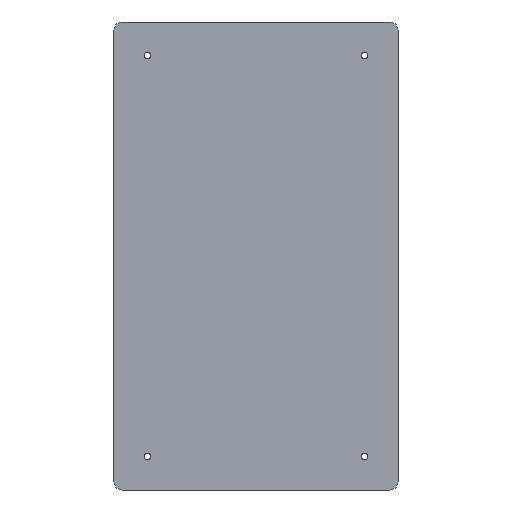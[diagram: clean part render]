
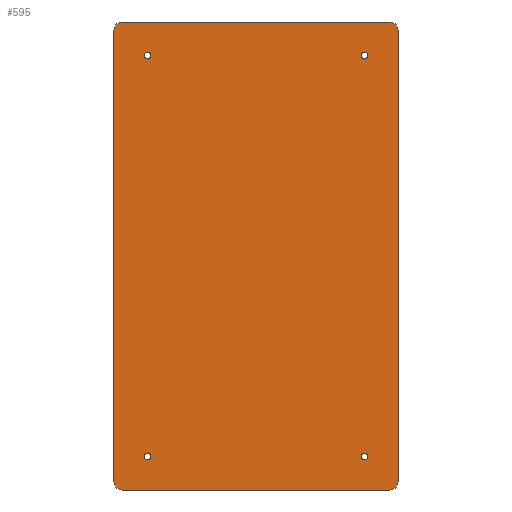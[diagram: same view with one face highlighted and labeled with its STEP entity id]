
A CAD part, front view. The second image highlights one B-rep face of the part: STEP entity #595.
In plain terms, the highlighted planar face has unit normal (0, -1, 0).
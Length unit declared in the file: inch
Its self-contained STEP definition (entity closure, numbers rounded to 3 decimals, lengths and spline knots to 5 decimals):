
#80 = ORIENTED_EDGE ( 'NONE', *, *, #45197, .T. ) ;
#225 = DIRECTION ( 'NONE',  ( 0., 1., 0. ) ) ;
#595 = ADVANCED_FACE ( 'NONE', ( #34353, #41981, #45576, #23324, #26903 ), #1660, .T. ) ;
#744 = CARTESIAN_POINT ( 'NONE',  ( 6.5, 0., -12. ) ) ;
#766 = VERTEX_POINT ( 'NONE', #3076 ) ;
#1270 = CARTESIAN_POINT ( 'NONE',  ( 8., 0., 13.5 ) ) ;
#1660 = PLANE ( 'NONE',  #21576 ) ;
#2394 = EDGE_CURVE ( 'NONE', #22884, #42711, #29402, .T. ) ;
#2474 = ORIENTED_EDGE ( 'NONE', *, *, #13163, .T. ) ;
#2721 = CARTESIAN_POINT ( 'NONE',  ( 6.5, 0., 12. ) ) ;
#2770 = DIRECTION ( 'NONE',  ( 0., 0., -1. ) ) ;
#3076 = CARTESIAN_POINT ( 'NONE',  ( 6.5, 0., 12.1985 ) ) ;
#3162 = CARTESIAN_POINT ( 'NONE',  ( -8., 0., 14. ) ) ;
#3464 = DIRECTION ( 'NONE',  ( 0., 0., 1. ) ) ;
#3980 = EDGE_CURVE ( 'NONE', #8909, #42711, #12574, .T. ) ;
#4012 = CIRCLE ( 'NONE', #16954, 0.5 ) ;
#4972 = CARTESIAN_POINT ( 'NONE',  ( -8.5, 0., 14. ) ) ;
#5649 = ORIENTED_EDGE ( 'NONE', *, *, #30025, .T. ) ;
#5764 = VERTEX_POINT ( 'NONE', #22127 ) ;
#6277 = DIRECTION ( 'NONE',  ( -1., 0., 0. ) ) ;
#7172 = ORIENTED_EDGE ( 'NONE', *, *, #15964, .T. ) ;
#7514 = CARTESIAN_POINT ( 'NONE',  ( -6.5, 0., 12. ) ) ;
#8905 = CARTESIAN_POINT ( 'NONE',  ( 8., 0., -13.5 ) ) ;
#8909 = VERTEX_POINT ( 'NONE', #3162 ) ;
#9708 = ORIENTED_EDGE ( 'NONE', *, *, #3980, .F. ) ;
#9713 = DIRECTION ( 'NONE',  ( 0., 0., 1. ) ) ;
#9789 = EDGE_LOOP ( 'NONE', ( #80, #20797 ) ) ;
#10092 = EDGE_LOOP ( 'NONE', ( #23389, #39243 ) ) ;
#10573 = AXIS2_PLACEMENT_3D ( 'NONE', #10603, #17750, #3464 ) ;
#10603 = CARTESIAN_POINT ( 'NONE',  ( 6.5, 0., 12. ) ) ;
#10755 = CIRCLE ( 'NONE', #28239, 0.1985 ) ;
#11958 = VECTOR ( 'NONE', #27117, 39.37008 ) ;
#12282 = DIRECTION ( 'NONE',  ( 0., -1., 0. ) ) ;
#12316 = VERTEX_POINT ( 'NONE', #16235 ) ;
#12436 = VECTOR ( 'NONE', #44426, 39.37008 ) ;
#12490 = ORIENTED_EDGE ( 'NONE', *, *, #46910, .F. ) ;
#12574 = LINE ( 'NONE', #4972, #11958 ) ;
#13163 = EDGE_CURVE ( 'NONE', #766, #40657, #21228, .T. ) ;
#13580 = CIRCLE ( 'NONE', #21201, 0.5 ) ;
#13960 = AXIS2_PLACEMENT_3D ( 'NONE', #30921, #12282, #41902 ) ;
#14323 = ORIENTED_EDGE ( 'NONE', *, *, #36094, .F. ) ;
#15296 = LINE ( 'NONE', #29843, #12436 ) ;
#15583 = EDGE_CURVE ( 'NONE', #21260, #42831, #10755, .T. ) ;
#15666 = CARTESIAN_POINT ( 'NONE',  ( -8., 0., -14. ) ) ;
#15964 = EDGE_CURVE ( 'NONE', #40657, #766, #22944, .T. ) ;
#16235 = CARTESIAN_POINT ( 'NONE',  ( -6.5, 0., 12.1985 ) ) ;
#16668 = DIRECTION ( 'NONE',  ( 0., 1., 0. ) ) ;
#16954 = AXIS2_PLACEMENT_3D ( 'NONE', #35468, #17752, #2770 ) ;
#17750 = DIRECTION ( 'NONE',  ( 0., 1., 0. ) ) ;
#17752 = DIRECTION ( 'NONE',  ( 0., -1., 0. ) ) ;
#17891 = EDGE_CURVE ( 'NONE', #43516, #24945, #25339, .T. ) ;
#17920 = LINE ( 'NONE', #32496, #18935 ) ;
#18417 = AXIS2_PLACEMENT_3D ( 'NONE', #2721, #21288, #28678 ) ;
#18620 = DIRECTION ( 'NONE',  ( 0., 0., 1. ) ) ;
#18671 = CIRCLE ( 'NONE', #26287, 0.1985 ) ;
#18935 = VECTOR ( 'NONE', #6277, 39.37008 ) ;
#19271 = CARTESIAN_POINT ( 'NONE',  ( 8., 0., 14. ) ) ;
#20223 = DIRECTION ( 'NONE',  ( 0., 0., 1. ) ) ;
#20472 = DIRECTION ( 'NONE',  ( 0., -1., 0. ) ) ;
#20681 = LINE ( 'NONE', #46951, #26738 ) ;
#20797 = ORIENTED_EDGE ( 'NONE', *, *, #40507, .T. ) ;
#21201 = AXIS2_PLACEMENT_3D ( 'NONE', #8905, #23908, #26771 ) ;
#21228 = CIRCLE ( 'NONE', #10573, 0.1985 ) ;
#21260 = VERTEX_POINT ( 'NONE', #28026 ) ;
#21288 = DIRECTION ( 'NONE',  ( 0., 1., 0. ) ) ;
#21576 = AXIS2_PLACEMENT_3D ( 'NONE', #41494, #20472, #35075 ) ;
#21799 = CARTESIAN_POINT ( 'NONE',  ( -6.5, 0., -12. ) ) ;
#21939 = ORIENTED_EDGE ( 'NONE', *, *, #37197, .T. ) ;
#22127 = CARTESIAN_POINT ( 'NONE',  ( 8.5, 0., -13.5 ) ) ;
#22203 = DIRECTION ( 'NONE',  ( 0., 0., 1. ) ) ;
#22764 = CARTESIAN_POINT ( 'NONE',  ( 6.5, 0., -12.1985 ) ) ;
#22884 = VERTEX_POINT ( 'NONE', #35616 ) ;
#22944 = CIRCLE ( 'NONE', #18417, 0.1985 ) ;
#23324 = FACE_BOUND ( 'NONE', #23676, .T. ) ;
#23389 = ORIENTED_EDGE ( 'NONE', *, *, #15583, .T. ) ;
#23676 = EDGE_LOOP ( 'NONE', ( #39622, #31651 ) ) ;
#23757 = CIRCLE ( 'NONE', #29874, 0.1985 ) ;
#23908 = DIRECTION ( 'NONE',  ( 0., -1., 0. ) ) ;
#24191 = ORIENTED_EDGE ( 'NONE', *, *, #17891, .T. ) ;
#24945 = VERTEX_POINT ( 'NONE', #15666 ) ;
#25056 = EDGE_LOOP ( 'NONE', ( #12490, #5649, #31310, #28853, #9708, #21939, #14323, #24191 ) ) ;
#25339 = CIRCLE ( 'NONE', #13960, 0.5 ) ;
#25368 = VERTEX_POINT ( 'NONE', #27272 ) ;
#26287 = AXIS2_PLACEMENT_3D ( 'NONE', #29787, #225, #44367 ) ;
#26318 = DIRECTION ( 'NONE',  ( 0., 0., 1. ) ) ;
#26738 = VECTOR ( 'NONE', #9713, 39.37008 ) ;
#26771 = DIRECTION ( 'NONE',  ( 0., 0., -1. ) ) ;
#26903 = FACE_OUTER_BOUND ( 'NONE', #25056, .T. ) ;
#27117 = DIRECTION ( 'NONE',  ( 1., 0., 0. ) ) ;
#27272 = CARTESIAN_POINT ( 'NONE',  ( -8.5, 0., 13.5 ) ) ;
#27901 = AXIS2_PLACEMENT_3D ( 'NONE', #1270, #37772, #41108 ) ;
#28026 = CARTESIAN_POINT ( 'NONE',  ( -6.5, 0., -11.8015 ) ) ;
#28172 = CIRCLE ( 'NONE', #38891, 0.1985 ) ;
#28239 = AXIS2_PLACEMENT_3D ( 'NONE', #39346, #16668, #20223 ) ;
#28678 = DIRECTION ( 'NONE',  ( 0., 0., 1. ) ) ;
#28853 = ORIENTED_EDGE ( 'NONE', *, *, #2394, .T. ) ;
#29402 = CIRCLE ( 'NONE', #27901, 0.5 ) ;
#29615 = VERTEX_POINT ( 'NONE', #39326 ) ;
#29787 = CARTESIAN_POINT ( 'NONE',  ( -6.5, 0., 12. ) ) ;
#29843 = CARTESIAN_POINT ( 'NONE',  ( 8.5, 0., 14. ) ) ;
#29874 = AXIS2_PLACEMENT_3D ( 'NONE', #21799, #33287, #26318 ) ;
#30025 = EDGE_CURVE ( 'NONE', #29615, #5764, #13580, .T. ) ;
#30921 = CARTESIAN_POINT ( 'NONE',  ( -8., 0., -13.5 ) ) ;
#31310 = ORIENTED_EDGE ( 'NONE', *, *, #38417, .F. ) ;
#31651 = ORIENTED_EDGE ( 'NONE', *, *, #33999, .T. ) ;
#31894 = VERTEX_POINT ( 'NONE', #40373 ) ;
#32496 = CARTESIAN_POINT ( 'NONE',  ( -8.5, 0., -14. ) ) ;
#33216 = CARTESIAN_POINT ( 'NONE',  ( 6.5, 0., -12. ) ) ;
#33287 = DIRECTION ( 'NONE',  ( 0., 1., 0. ) ) ;
#33916 = VERTEX_POINT ( 'NONE', #39051 ) ;
#33999 = EDGE_CURVE ( 'NONE', #31894, #12316, #28172, .T. ) ;
#34353 = FACE_BOUND ( 'NONE', #10092, .T. ) ;
#35075 = DIRECTION ( 'NONE',  ( 0., 0., -1. ) ) ;
#35177 = EDGE_LOOP ( 'NONE', ( #2474, #7172 ) ) ;
#35468 = CARTESIAN_POINT ( 'NONE',  ( -8., 0., 13.5 ) ) ;
#35616 = CARTESIAN_POINT ( 'NONE',  ( 8.5, 0., 13.5 ) ) ;
#35704 = DIRECTION ( 'NONE',  ( 0., 1., 0. ) ) ;
#36094 = EDGE_CURVE ( 'NONE', #43516, #25368, #20681, .T. ) ;
#37197 = EDGE_CURVE ( 'NONE', #8909, #25368, #4012, .T. ) ;
#37772 = DIRECTION ( 'NONE',  ( 0., -1., 0. ) ) ;
#38417 = EDGE_CURVE ( 'NONE', #22884, #5764, #15296, .T. ) ;
#38891 = AXIS2_PLACEMENT_3D ( 'NONE', #7514, #35704, #43083 ) ;
#39051 = CARTESIAN_POINT ( 'NONE',  ( 6.5, 0., -11.8015 ) ) ;
#39243 = ORIENTED_EDGE ( 'NONE', *, *, #43289, .T. ) ;
#39326 = CARTESIAN_POINT ( 'NONE',  ( 8., 0., -14. ) ) ;
#39346 = CARTESIAN_POINT ( 'NONE',  ( -6.5, 0., -12. ) ) ;
#39409 = AXIS2_PLACEMENT_3D ( 'NONE', #33216, #39505, #22203 ) ;
#39505 = DIRECTION ( 'NONE',  ( 0., 1., 0. ) ) ;
#39622 = ORIENTED_EDGE ( 'NONE', *, *, #41804, .T. ) ;
#40373 = CARTESIAN_POINT ( 'NONE',  ( -6.5, 0., 11.8015 ) ) ;
#40483 = CARTESIAN_POINT ( 'NONE',  ( 6.5, 0., 11.8015 ) ) ;
#40507 = EDGE_CURVE ( 'NONE', #40703, #33916, #43039, .T. ) ;
#40657 = VERTEX_POINT ( 'NONE', #40483 ) ;
#40703 = VERTEX_POINT ( 'NONE', #22764 ) ;
#41108 = DIRECTION ( 'NONE',  ( 0., 0., -1. ) ) ;
#41494 = CARTESIAN_POINT ( 'NONE',  ( 0., 0., 0. ) ) ;
#41804 = EDGE_CURVE ( 'NONE', #12316, #31894, #18671, .T. ) ;
#41902 = DIRECTION ( 'NONE',  ( 0., 0., -1. ) ) ;
#41981 = FACE_BOUND ( 'NONE', #35177, .T. ) ;
#42711 = VERTEX_POINT ( 'NONE', #19271 ) ;
#42831 = VERTEX_POINT ( 'NONE', #45815 ) ;
#43039 = CIRCLE ( 'NONE', #44562, 0.1985 ) ;
#43083 = DIRECTION ( 'NONE',  ( 0., 0., 1. ) ) ;
#43289 = EDGE_CURVE ( 'NONE', #42831, #21260, #23757, .T. ) ;
#43516 = VERTEX_POINT ( 'NONE', #43519 ) ;
#43519 = CARTESIAN_POINT ( 'NONE',  ( -8.5, 0., -13.5 ) ) ;
#43961 = CIRCLE ( 'NONE', #39409, 0.1985 ) ;
#44367 = DIRECTION ( 'NONE',  ( 0., 0., 1. ) ) ;
#44426 = DIRECTION ( 'NONE',  ( 0., 0., -1. ) ) ;
#44562 = AXIS2_PLACEMENT_3D ( 'NONE', #744, #44658, #18620 ) ;
#44658 = DIRECTION ( 'NONE',  ( 0., 1., 0. ) ) ;
#45197 = EDGE_CURVE ( 'NONE', #33916, #40703, #43961, .T. ) ;
#45576 = FACE_BOUND ( 'NONE', #9789, .T. ) ;
#45815 = CARTESIAN_POINT ( 'NONE',  ( -6.5, 0., -12.1985 ) ) ;
#46910 = EDGE_CURVE ( 'NONE', #29615, #24945, #17920, .T. ) ;
#46951 = CARTESIAN_POINT ( 'NONE',  ( -8.5, 0., 14. ) ) ;
